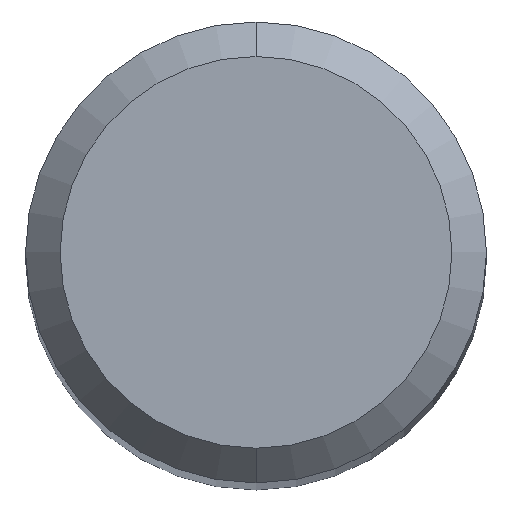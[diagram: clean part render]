
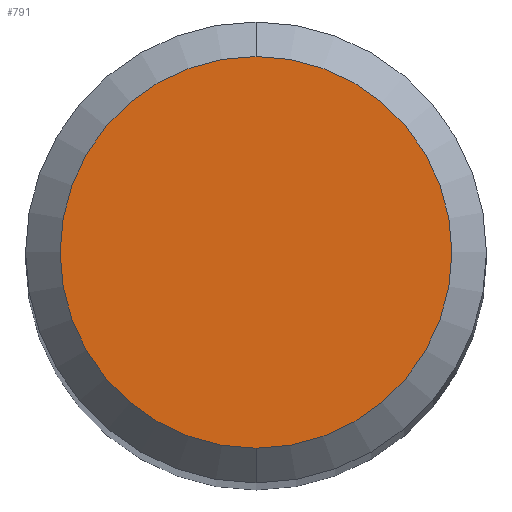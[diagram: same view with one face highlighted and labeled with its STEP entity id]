
A CAD part, top view. The second image highlights one B-rep face of the part: STEP entity #791.
In plain terms, the highlighted planar face has unit normal (0, 0, 1).
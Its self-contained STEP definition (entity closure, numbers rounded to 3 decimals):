
#455=EDGE_CURVE('',#1091,#1145,#1284,.T.);
#791=ADVANCED_FACE('',(#1650),#1651,.T.);
#1087=EDGE_CURVE('',#1145,#1091,#1976,.T.);
#1091=VERTEX_POINT('',#1981);
#1145=VERTEX_POINT('',#2039);
#1284=CIRCLE('',#2285,1.7);
#1650=FACE_OUTER_BOUND('',#3752,.T.);
#1651=PLANE('',#3753);
#1976=CIRCLE('',#5050,1.7);
#1981=CARTESIAN_POINT('',(0.,-1.7,0.0));
#2039=CARTESIAN_POINT('',(0.0,1.7,0.0));
#2285=AXIS2_PLACEMENT_3D('',#5783,#5784,#5785);
#3752=EDGE_LOOP('',(#6186,#6187));
#3753=AXIS2_PLACEMENT_3D('',#6188,#6189,#6190);
#5050=AXIS2_PLACEMENT_3D('',#6580,#6581,#6582);
#5783=CARTESIAN_POINT('',(0.0,0.0,0.0));
#5784=DIRECTION('',(0.0,0.0,-1.0));
#5785=DIRECTION('',(0.0,1.0,0.0));
#6186=ORIENTED_EDGE('',*,*,#1087,.F.);
#6187=ORIENTED_EDGE('',*,*,#455,.F.);
#6188=CARTESIAN_POINT('',(0.0,0.85,0.0));
#6189=DIRECTION('',(-0.0,0.0,1.0));
#6190=DIRECTION('',(0.0,-1.0,0.0));
#6580=CARTESIAN_POINT('',(0.0,0.0,0.0));
#6581=DIRECTION('',(0.0,0.0,-1.0));
#6582=DIRECTION('',(0.0,1.0,0.0));
